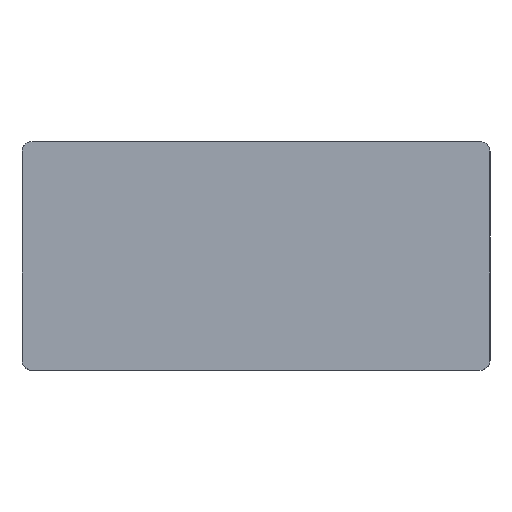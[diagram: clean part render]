
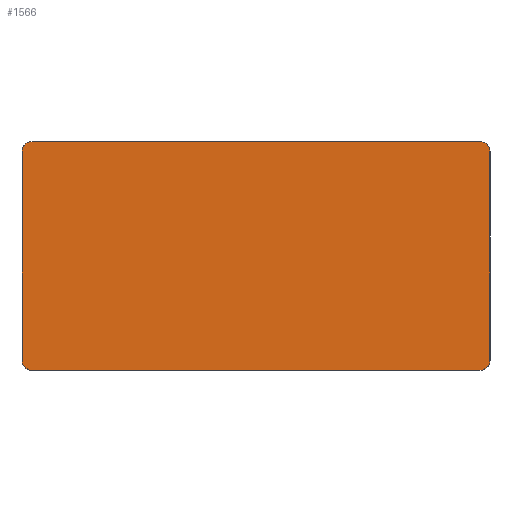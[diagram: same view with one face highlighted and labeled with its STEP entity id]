
A CAD part, top view. The second image highlights one B-rep face of the part: STEP entity #1566.
In plain terms, the highlighted planar face has unit normal (0, 0, 1).
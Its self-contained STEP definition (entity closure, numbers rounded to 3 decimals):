
#20 = CARTESIAN_POINT ( 'NONE',  ( 70.175, -35.85, 15. ) ) ;
#47 = VECTOR ( 'NONE', #1718, 1000. ) ;
#52 = VERTEX_POINT ( 'NONE', #1633 ) ;
#54 = CARTESIAN_POINT ( 'NONE',  ( -73.35, 32.675, 15. ) ) ;
#61 = DIRECTION ( 'NONE',  ( 0., 0., 1. ) ) ;
#69 = VECTOR ( 'NONE', #1408, 1000. ) ;
#71 = CIRCLE ( 'NONE', #548, 3.175 ) ;
#86 = AXIS2_PLACEMENT_3D ( 'NONE', #316, #1178, #148 ) ;
#91 = LINE ( 'NONE', #473, #47 ) ;
#97 = EDGE_LOOP ( 'NONE', ( #1669, #796, #175, #1428, #1243, #348, #1829, #456 ) ) ;
#111 = EDGE_CURVE ( 'NONE', #1312, #125, #673, .T. ) ;
#125 = VERTEX_POINT ( 'NONE', #1738 ) ;
#148 = DIRECTION ( 'NONE',  ( 1., 0., 0. ) ) ;
#155 = CARTESIAN_POINT ( 'NONE',  ( -70.175, -35.85, 15. ) ) ;
#175 = ORIENTED_EDGE ( 'NONE', *, *, #968, .T. ) ;
#244 = CARTESIAN_POINT ( 'NONE',  ( 73.35, -32.675, 15. ) ) ;
#285 = CARTESIAN_POINT ( 'NONE',  ( 73.35, 32.675, 15. ) ) ;
#313 = CARTESIAN_POINT ( 'NONE',  ( -70.175, -32.675, 15. ) ) ;
#316 = CARTESIAN_POINT ( 'NONE',  ( -70.175, 32.675, 15. ) ) ;
#326 = DIRECTION ( 'NONE',  ( 1., 0., 0. ) ) ;
#337 = AXIS2_PLACEMENT_3D ( 'NONE', #313, #1187, #326 ) ;
#346 = VECTOR ( 'NONE', #675, 1000. ) ;
#348 = ORIENTED_EDGE ( 'NONE', *, *, #1167, .T. ) ;
#351 = DIRECTION ( 'NONE',  ( 0., -1., 0. ) ) ;
#421 = VERTEX_POINT ( 'NONE', #285 ) ;
#456 = ORIENTED_EDGE ( 'NONE', *, *, #1232, .T. ) ;
#461 = CIRCLE ( 'NONE', #86, 3.175 ) ;
#473 = CARTESIAN_POINT ( 'NONE',  ( 70.175, 35.85, 15. ) ) ;
#522 = CARTESIAN_POINT ( 'NONE',  ( -70.175, -35.85, 15. ) ) ;
#533 = LINE ( 'NONE', #155, #69 ) ;
#543 = CARTESIAN_POINT ( 'NONE',  ( -70.175, 35.85, 15. ) ) ;
#548 = AXIS2_PLACEMENT_3D ( 'NONE', #1774, #816, #1634 ) ;
#580 = VERTEX_POINT ( 'NONE', #522 ) ;
#637 = DIRECTION ( 'NONE',  ( 1., 0., 0. ) ) ;
#667 = AXIS2_PLACEMENT_3D ( 'NONE', #946, #61, #1252 ) ;
#673 = LINE ( 'NONE', #1351, #1426 ) ;
#675 = DIRECTION ( 'NONE',  ( 0., 1., 0. ) ) ;
#752 = EDGE_CURVE ( 'NONE', #1570, #52, #71, .T. ) ;
#796 = ORIENTED_EDGE ( 'NONE', *, *, #964, .T. ) ;
#816 = DIRECTION ( 'NONE',  ( 0., 0., 1. ) ) ;
#823 = LINE ( 'NONE', #244, #346 ) ;
#912 = CARTESIAN_POINT ( 'NONE',  ( 70.175, 32.675, 15. ) ) ;
#946 = CARTESIAN_POINT ( 'NONE',  ( 70.175, 32.675, 15. ) ) ;
#951 = FACE_OUTER_BOUND ( 'NONE', #97, .T. ) ;
#964 = EDGE_CURVE ( 'NONE', #1646, #1726, #91, .T. ) ;
#968 = EDGE_CURVE ( 'NONE', #1726, #1312, #461, .T. ) ;
#1083 = CARTESIAN_POINT ( 'NONE',  ( 70.175, 35.85, 15. ) ) ;
#1097 = CIRCLE ( 'NONE', #337, 3.175 ) ;
#1167 = EDGE_CURVE ( 'NONE', #580, #1570, #533, .T. ) ;
#1178 = DIRECTION ( 'NONE',  ( 0., 0., 1. ) ) ;
#1187 = DIRECTION ( 'NONE',  ( 0., 0., 1. ) ) ;
#1203 = AXIS2_PLACEMENT_3D ( 'NONE', #912, #1490, #637 ) ;
#1207 = PLANE ( 'NONE',  #1203 ) ;
#1232 = EDGE_CURVE ( 'NONE', #52, #421, #823, .T. ) ;
#1243 = ORIENTED_EDGE ( 'NONE', *, *, #1483, .T. ) ;
#1252 = DIRECTION ( 'NONE',  ( 1., 0., 0. ) ) ;
#1276 = EDGE_CURVE ( 'NONE', #421, #1646, #1822, .T. ) ;
#1312 = VERTEX_POINT ( 'NONE', #54 ) ;
#1351 = CARTESIAN_POINT ( 'NONE',  ( -73.35, 32.675, 15. ) ) ;
#1408 = DIRECTION ( 'NONE',  ( 1., 0., 0. ) ) ;
#1426 = VECTOR ( 'NONE', #351, 1000. ) ;
#1428 = ORIENTED_EDGE ( 'NONE', *, *, #111, .T. ) ;
#1483 = EDGE_CURVE ( 'NONE', #125, #580, #1097, .T. ) ;
#1490 = DIRECTION ( 'NONE',  ( 0., 0., 1. ) ) ;
#1566 = ADVANCED_FACE ( 'NONE', ( #951 ), #1207, .T. ) ;
#1570 = VERTEX_POINT ( 'NONE', #20 ) ;
#1633 = CARTESIAN_POINT ( 'NONE',  ( 73.35, -32.675, 15. ) ) ;
#1634 = DIRECTION ( 'NONE',  ( 1., 0., 0. ) ) ;
#1646 = VERTEX_POINT ( 'NONE', #1083 ) ;
#1669 = ORIENTED_EDGE ( 'NONE', *, *, #1276, .T. ) ;
#1718 = DIRECTION ( 'NONE',  ( -1., 0., 0. ) ) ;
#1726 = VERTEX_POINT ( 'NONE', #543 ) ;
#1738 = CARTESIAN_POINT ( 'NONE',  ( -73.35, -32.675, 15. ) ) ;
#1774 = CARTESIAN_POINT ( 'NONE',  ( 70.175, -32.675, 15. ) ) ;
#1822 = CIRCLE ( 'NONE', #667, 3.175 ) ;
#1829 = ORIENTED_EDGE ( 'NONE', *, *, #752, .T. ) ;
